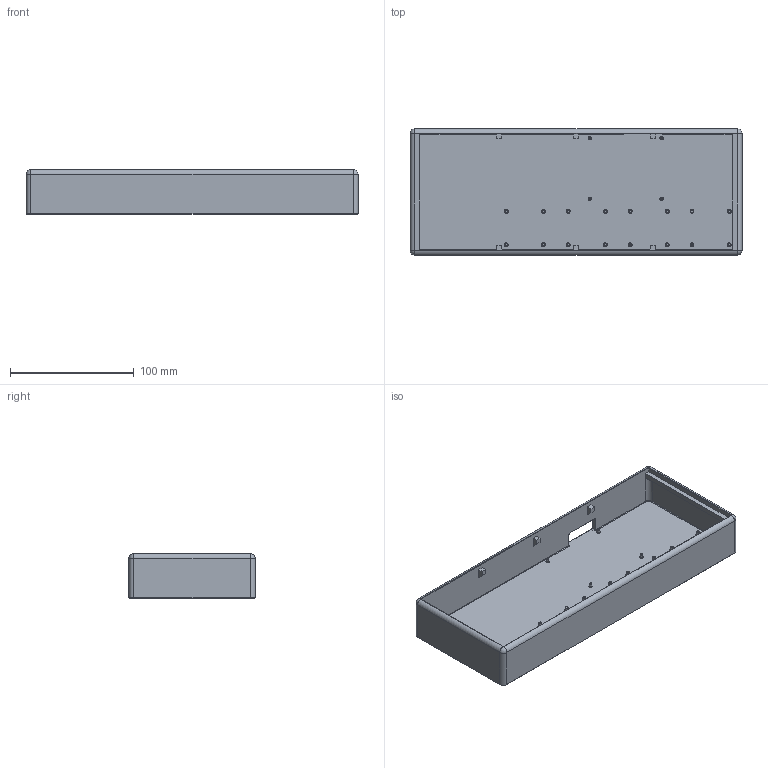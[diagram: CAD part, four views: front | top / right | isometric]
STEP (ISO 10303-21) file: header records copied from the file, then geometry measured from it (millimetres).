
FILE_DESCRIPTION(/* description */ (''),/* implementation_level */ '2;1');
FILE_NAME(/* name */ 'FlipClock_Base.step',/* time_stamp */ '2021-04-20T16:05:28-04:00',/* author */ (''),/* organization */ (''),/* preprocessor_version */ 'ST-DEVELOPER v18.1',/* originating_system */ 'Autodesk Translation Framework v10.6.0.1341',/* authorisation */ '');
FILE_SCHEMA (('AUTOMOTIVE_DESIGN { 1 0 10303 214 3 1 1 }'));
Length unit declared in the file: millimetre
Products named in the file (1): FlipClock_Frame
Bounding box: 268 x 102 x 35.99 mm (x, y, z)
Volume: 203182.8 mm3; surface area: 103156.9 mm2
Topology: 1 solids, 1 shells, 191 faces, 400 edges, 236 vertices
Faces by surface type: plane 91, cone 60, cylinder 36, sphere 4
Full cylindrical faces by diameter (mm): 2 x4, 2.4 x16
Entity records: 5028 total; most frequent: DIRECTION 910, CARTESIAN_POINT 848, ORIENTED_EDGE 800, EDGE_CURVE 400, AXIS2_PLACEMENT_3D 328, LINE 254, VECTOR 254, VERTEX_POINT 236
